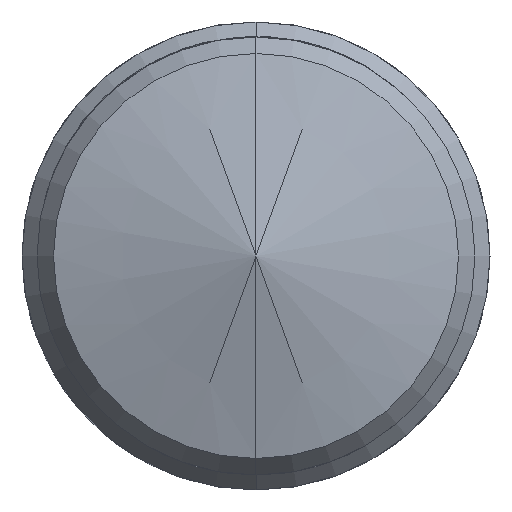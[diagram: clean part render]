
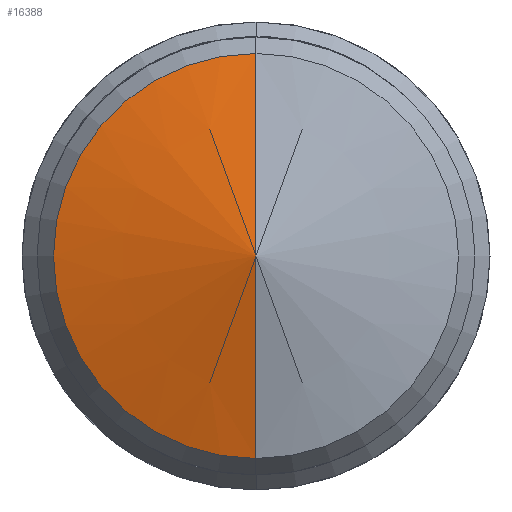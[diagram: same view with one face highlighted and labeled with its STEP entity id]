
A CAD part, left-side view. The second image highlights one B-rep face of the part: STEP entity #16388.
In plain terms, the highlighted conical face has half-angle 75.227 degrees and reference radius 8.572 mm.
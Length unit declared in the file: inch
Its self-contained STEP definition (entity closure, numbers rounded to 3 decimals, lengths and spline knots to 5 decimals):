
#47 = DIRECTION ( 'NONE',  ( -1., 0., 0. ) ) ;
#2960 = CARTESIAN_POINT ( 'NONE',  ( -18.3525, 0., 0.3375 ) ) ;
#3036 = CARTESIAN_POINT ( 'NONE',  ( -18.3525, 0., -0.3375 ) ) ;
#3173 = LINE ( 'NONE', #9043, #4892 ) ;
#3382 = DIRECTION ( 'NONE',  ( 0., 0., -1. ) ) ;
#3760 = VERTEX_POINT ( 'NONE', #3036 ) ;
#4000 = AXIS2_PLACEMENT_3D ( 'NONE', #9855, #47, #12936 ) ;
#4203 = LINE ( 'NONE', #14010, #10262 ) ;
#4481 = VERTEX_POINT ( 'NONE', #2960 ) ;
#4753 = DIRECTION ( 'NONE',  ( 0.255, 0., -0.967 ) ) ;
#4892 = VECTOR ( 'NONE', #4753, 39.37008 ) ;
#5518 = EDGE_LOOP ( 'NONE', ( #18344, #18119, #6928 ) ) ;
#5601 = DIRECTION ( 'NONE',  ( 0.255, 0., 0.967 ) ) ;
#6928 = ORIENTED_EDGE ( 'NONE', *, *, #15320, .T. ) ;
#7273 = EDGE_CURVE ( 'NONE', #8327, #3760, #3173, .T. ) ;
#8327 = VERTEX_POINT ( 'NONE', #10776 ) ;
#9043 = CARTESIAN_POINT ( 'NONE',  ( -18.3525, 0., -0.3375 ) ) ;
#9855 = CARTESIAN_POINT ( 'NONE',  ( -18.3525, 0., 0. ) ) ;
#10262 = VECTOR ( 'NONE', #5601, 39.37008 ) ;
#10776 = CARTESIAN_POINT ( 'NONE',  ( -18.4415, 0., 0. ) ) ;
#12936 = DIRECTION ( 'NONE',  ( 0., 0., 1. ) ) ;
#13380 = DIRECTION ( 'NONE',  ( 1., 0., 0. ) ) ;
#13462 = CARTESIAN_POINT ( 'NONE',  ( -18.3525, 0., 0. ) ) ;
#13497 = EDGE_CURVE ( 'NONE', #8327, #4481, #4203, .T. ) ;
#13539 = CIRCLE ( 'NONE', #4000, 0.3375 ) ;
#14010 = CARTESIAN_POINT ( 'NONE',  ( -18.3525, 0., 0.3375 ) ) ;
#15320 = EDGE_CURVE ( 'NONE', #4481, #3760, #13539, .T. ) ;
#16388 = ADVANCED_FACE ( 'NONE', ( #17487 ), #16841, .T. ) ;
#16559 = AXIS2_PLACEMENT_3D ( 'NONE', #13462, #13380, #3382 ) ;
#16841 = CONICAL_SURFACE ( 'NONE', #16559, 0.3375, 1.313 ) ;
#17487 = FACE_OUTER_BOUND ( 'NONE', #5518, .T. ) ;
#18119 = ORIENTED_EDGE ( 'NONE', *, *, #13497, .T. ) ;
#18344 = ORIENTED_EDGE ( 'NONE', *, *, #7273, .F. ) ;
